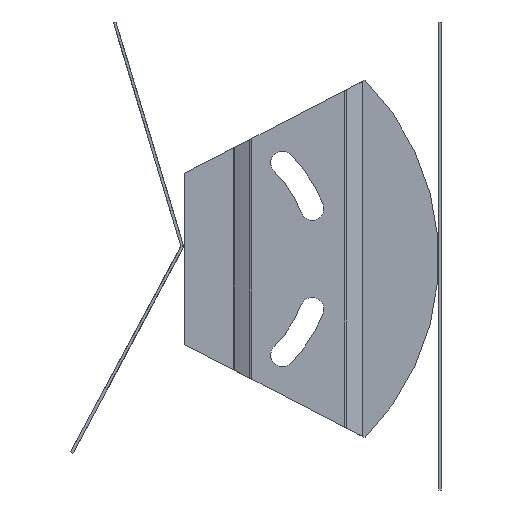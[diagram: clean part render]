
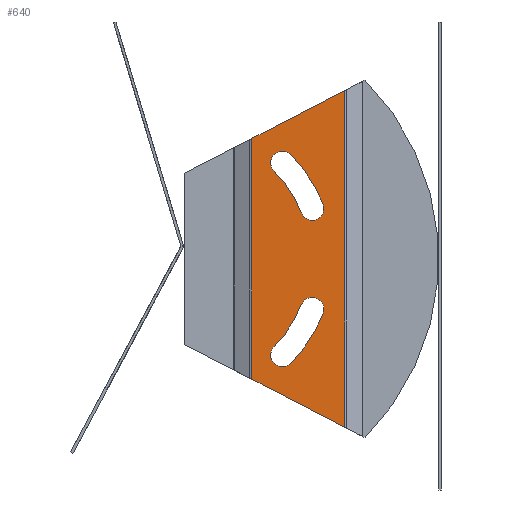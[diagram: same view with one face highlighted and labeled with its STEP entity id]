
A CAD part, front view. The second image highlights one B-rep face of the part: STEP entity #640.
In plain terms, the highlighted face is planar.
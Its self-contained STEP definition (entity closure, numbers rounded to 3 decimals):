
#3 = ORIENTED_EDGE ( 'NONE', *, *, #163, .F. ) ;
#4 = ORIENTED_EDGE ( 'NONE', *, *, #2282, .F. ) ;
#145 = EDGE_CURVE ( 'NONE', #1163, #1161, #3504, .T. ) ;
#155 = EDGE_CURVE ( 'NONE', #1165, #1260, #3734, .T. ) ;
#156 = EDGE_CURVE ( 'NONE', #1160, #1162, #3701, .T. ) ;
#158 = EDGE_CURVE ( 'NONE', #1170, #1163, #3733, .T. ) ;
#163 = EDGE_CURVE ( 'NONE', #1161, #1174, #3737, .T. ) ;
#170 = EDGE_CURVE ( 'NONE', #1162, #1165, #3660, .T. ) ;
#171 = EDGE_CURVE ( 'NONE', #1362, #1315, #3573, .T. ) ;
#430 = ORIENTED_EDGE ( 'NONE', *, *, #170, .F. ) ;
#453 = ORIENTED_EDGE ( 'NONE', *, *, #156, .F. ) ;
#454 = ORIENTED_EDGE ( 'NONE', *, *, #2283, .F. ) ;
#455 = ORIENTED_EDGE ( 'NONE', *, *, #145, .F. ) ;
#487 = ORIENTED_EDGE ( 'NONE', *, *, #158, .F. ) ;
#528 = ORIENTED_EDGE ( 'NONE', *, *, #3298, .F. ) ;
#554 = ORIENTED_EDGE ( 'NONE', *, *, #2274, .T. ) ;
#563 = ORIENTED_EDGE ( 'NONE', *, *, #155, .F. ) ;
#640 = ADVANCED_FACE ( 'NONE', ( #2682, #2685, #2683 ), #1723, .F. ) ;
#704 = CARTESIAN_POINT ( 'NONE',  ( 3.3, 41.404, -16.309 ) ) ;
#715 = CARTESIAN_POINT ( 'NONE',  ( 3.3, 31.74, 31.19 ) ) ;
#756 = CARTESIAN_POINT ( 'NONE',  ( 3.3, 26.747, 26.284 ) ) ;
#769 = CARTESIAN_POINT ( 'NONE',  ( 3.3, 34.891, -13.744 ) ) ;
#798 = CARTESIAN_POINT ( 'NONE',  ( 3.3, 41.404, 16.309 ) ) ;
#802 = CARTESIAN_POINT ( 'NONE',  ( 3.3, 47.882, -50.354 ) ) ;
#803 = CARTESIAN_POINT ( 'NONE',  ( 3.3, 34.891, 13.744 ) ) ;
#804 = CARTESIAN_POINT ( 'NONE',  ( 3.3, 47.882, 50.354 ) ) ;
#806 = CARTESIAN_POINT ( 'NONE',  ( 3.3, 31.74, -31.19 ) ) ;
#809 = CARTESIAN_POINT ( 'NONE',  ( 3.3, 26.747, -26.284 ) ) ;
#810 = CARTESIAN_POINT ( 'NONE',  ( 3.3, 20.118, 36.03 ) ) ;
#816 = CARTESIAN_POINT ( 'NONE',  ( 3.3, 20.118, -36.03 ) ) ;
#979 = AXIS2_PLACEMENT_3D ( 'NONE', #2505, #2499, #2503 ) ;
#989 = AXIS2_PLACEMENT_3D ( 'NONE', #2415, #2491, #2352 ) ;
#991 = AXIS2_PLACEMENT_3D ( 'NONE', #2383, #2490, #2494 ) ;
#992 = AXIS2_PLACEMENT_3D ( 'NONE', #2809, #2806, #2795 ) ;
#1160 = VERTEX_POINT ( 'NONE', #756 ) ;
#1161 = VERTEX_POINT ( 'NONE', #802 ) ;
#1162 = VERTEX_POINT ( 'NONE', #803 ) ;
#1163 = VERTEX_POINT ( 'NONE', #804 ) ;
#1165 = VERTEX_POINT ( 'NONE', #798 ) ;
#1166 = VERTEX_POINT ( 'NONE', #806 ) ;
#1169 = VERTEX_POINT ( 'NONE', #809 ) ;
#1170 = VERTEX_POINT ( 'NONE', #810 ) ;
#1174 = VERTEX_POINT ( 'NONE', #816 ) ;
#1260 = VERTEX_POINT ( 'NONE', #715 ) ;
#1315 = VERTEX_POINT ( 'NONE', #769 ) ;
#1362 = VERTEX_POINT ( 'NONE', #704 ) ;
#1503 = AXIS2_PLACEMENT_3D ( 'NONE', #2633, #2632, #2631 ) ;
#1505 = AXIS2_PLACEMENT_3D ( 'NONE', #2538, #2534, #2533 ) ;
#1506 = AXIS2_PLACEMENT_3D ( 'NONE', #2612, #2611, #2642 ) ;
#1513 = AXIS2_PLACEMENT_3D ( 'NONE', #2498, #2502, #2504 ) ;
#1539 = AXIS2_PLACEMENT_3D ( 'NONE', #1766, #1779, #1733 ) ;
#1723 = PLANE ( 'NONE',  #1539 ) ;
#1733 = DIRECTION ( 'NONE',  ( 0., 0., 1. ) ) ;
#1766 = CARTESIAN_POINT ( 'NONE',  ( 3.3, 20.118, 200. ) ) ;
#1779 = DIRECTION ( 'NONE',  ( -1., 0., 0. ) ) ;
#1887 = CIRCLE ( 'NONE', #991, 3.5 ) ;
#1944 = CIRCLE ( 'NONE', #989, 37.5 ) ;
#1949 = CIRCLE ( 'NONE', #979, 44.5 ) ;
#2039 = LINE ( 'NONE', #2527, #2091 ) ;
#2067 = CIRCLE ( 'NONE', #992, 3.5 ) ;
#2091 = VECTOR ( 'NONE', #2474, 1000. ) ;
#2136 = DIRECTION ( 'NONE',  ( 0., 0., -1. ) ) ;
#2137 = CARTESIAN_POINT ( 'NONE',  ( 3.3, 47.882, 200. ) ) ;
#2199 = ORIENTED_EDGE ( 'NONE', *, *, #2285, .F. ) ;
#2231 = ORIENTED_EDGE ( 'NONE', *, *, #171, .F. ) ;
#2274 = EDGE_CURVE ( 'NONE', #1170, #1174, #2039, .T. ) ;
#2282 = EDGE_CURVE ( 'NONE', #1260, #1160, #1887, .T. ) ;
#2283 = EDGE_CURVE ( 'NONE', #1166, #1362, #1949, .T. ) ;
#2285 = EDGE_CURVE ( 'NONE', #1315, #1169, #1944, .T. ) ;
#2352 = DIRECTION ( 'NONE',  ( 0., -1., 0. ) ) ;
#2383 = CARTESIAN_POINT ( 'NONE',  ( 3.3, 29.243, 28.737 ) ) ;
#2415 = CARTESIAN_POINT ( 'NONE',  ( 3.3, 0., 0. ) ) ;
#2474 = DIRECTION ( 'NONE',  ( 0., 0., -1. ) ) ;
#2490 = DIRECTION ( 'NONE',  ( 1., 0., 0. ) ) ;
#2491 = DIRECTION ( 'NONE',  ( -1., 0., 0. ) ) ;
#2494 = DIRECTION ( 'NONE',  ( 0., 1., 0. ) ) ;
#2496 = CARTESIAN_POINT ( 'NONE',  ( 3.3, 53.979, 53.5 ) ) ;
#2498 = CARTESIAN_POINT ( 'NONE',  ( 3.3, 0., 0. ) ) ;
#2499 = DIRECTION ( 'NONE',  ( 1., 0., 0. ) ) ;
#2502 = DIRECTION ( 'NONE',  ( 1., 0., 0. ) ) ;
#2503 = DIRECTION ( 'NONE',  ( 0., -1., 0. ) ) ;
#2504 = DIRECTION ( 'NONE',  ( 0., 1., 0. ) ) ;
#2505 = CARTESIAN_POINT ( 'NONE',  ( 3.3, 0., 0. ) ) ;
#2523 = DIRECTION ( 'NONE',  ( 0., 0.889, 0.459 ) ) ;
#2527 = CARTESIAN_POINT ( 'NONE',  ( 3.3, 20.118, 200. ) ) ;
#2533 = DIRECTION ( 'NONE',  ( 0., 1., 0. ) ) ;
#2534 = DIRECTION ( 'NONE',  ( -1., 0., 0. ) ) ;
#2538 = CARTESIAN_POINT ( 'NONE',  ( 3.3, 0., 0. ) ) ;
#2611 = DIRECTION ( 'NONE',  ( 1., 0., 0. ) ) ;
#2612 = CARTESIAN_POINT ( 'NONE',  ( 3.3, 38.147, -15.027 ) ) ;
#2631 = DIRECTION ( 'NONE',  ( 0., 1., 0. ) ) ;
#2632 = DIRECTION ( 'NONE',  ( 1., 0., 0. ) ) ;
#2633 = CARTESIAN_POINT ( 'NONE',  ( 3.3, 38.147, 15.027 ) ) ;
#2642 = DIRECTION ( 'NONE',  ( 0., -1., 0. ) ) ;
#2663 = DIRECTION ( 'NONE',  ( 0., -0.889, 0.459 ) ) ;
#2664 = CARTESIAN_POINT ( 'NONE',  ( 3.3, 53.979, -53.5 ) ) ;
#2682 = FACE_BOUND ( 'NONE', #3505, .T. ) ;
#2683 = FACE_OUTER_BOUND ( 'NONE', #3536, .T. ) ;
#2685 = FACE_BOUND ( 'NONE', #3567, .T. ) ;
#2795 = DIRECTION ( 'NONE',  ( 0., -1., 0. ) ) ;
#2806 = DIRECTION ( 'NONE',  ( 1., 0., 0. ) ) ;
#2809 = CARTESIAN_POINT ( 'NONE',  ( 3.3, 29.243, -28.737 ) ) ;
#3298 = EDGE_CURVE ( 'NONE', #1169, #1166, #2067, .T. ) ;
#3504 = LINE ( 'NONE', #2137, #3527 ) ;
#3505 = EDGE_LOOP ( 'NONE', ( #2199, #2231, #454, #528 ) ) ;
#3527 = VECTOR ( 'NONE', #2136, 1000. ) ;
#3536 = EDGE_LOOP ( 'NONE', ( #554, #3, #455, #487 ) ) ;
#3567 = EDGE_LOOP ( 'NONE', ( #4, #563, #430, #453 ) ) ;
#3573 = CIRCLE ( 'NONE', #1506, 3.5 ) ;
#3660 = CIRCLE ( 'NONE', #1503, 3.5 ) ;
#3701 = CIRCLE ( 'NONE', #1505, 37.5 ) ;
#3727 = VECTOR ( 'NONE', #2663, 1000. ) ;
#3729 = VECTOR ( 'NONE', #2523, 1000. ) ;
#3733 = LINE ( 'NONE', #2496, #3729 ) ;
#3734 = CIRCLE ( 'NONE', #1513, 44.5 ) ;
#3737 = LINE ( 'NONE', #2664, #3727 ) ;
